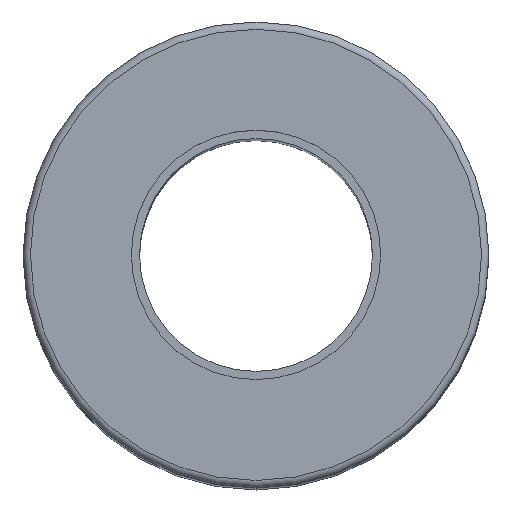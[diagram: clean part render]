
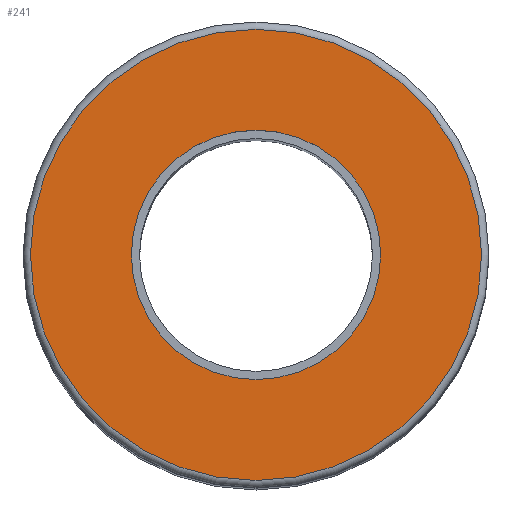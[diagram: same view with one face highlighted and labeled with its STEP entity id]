
A CAD part, top view. The second image highlights one B-rep face of the part: STEP entity #241.
In plain terms, the highlighted planar face has unit normal (0, 0, 1).
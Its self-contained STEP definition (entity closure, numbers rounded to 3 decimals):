
#30=PLANE('',#278);
#42=ORIENTED_EDGE('',*,*,#86,.T.);
#43=ORIENTED_EDGE('',*,*,#84,.F.);
#84=EDGE_CURVE('',#106,#106,#128,.T.);
#86=EDGE_CURVE('',#108,#108,#130,.T.);
#106=VERTEX_POINT('',#412);
#108=VERTEX_POINT('',#417);
#128=CIRCLE('',#276,6.15);
#130=CIRCLE('',#279,3.4);
#152=EDGE_LOOP('',(#42));
#153=EDGE_LOOP('',(#43));
#196=FACE_BOUND('',#152,.T.);
#197=FACE_BOUND('',#153,.T.);
#241=ADVANCED_FACE('',(#196,#197),#30,.T.);
#276=AXIS2_PLACEMENT_3D('',#411,#323,#324);
#278=AXIS2_PLACEMENT_3D('',#415,#327,#328);
#279=AXIS2_PLACEMENT_3D('',#416,#329,#330);
#323=DIRECTION('',(0.,0.,-1.));
#324=DIRECTION('',(-1.,0.,0.));
#327=DIRECTION('',(0.,0.,1.));
#328=DIRECTION('',(1.,0.,0.));
#329=DIRECTION('',(0.,0.,-1.));
#330=DIRECTION('',(-1.,0.,0.));
#411=CARTESIAN_POINT('',(0.,0.,17.462));
#412=CARTESIAN_POINT('',(-6.15,0.,17.462));
#415=CARTESIAN_POINT('',(0.,6.15,17.462));
#416=CARTESIAN_POINT('',(0.,0.,17.462));
#417=CARTESIAN_POINT('',(-3.4,0.,17.462));
